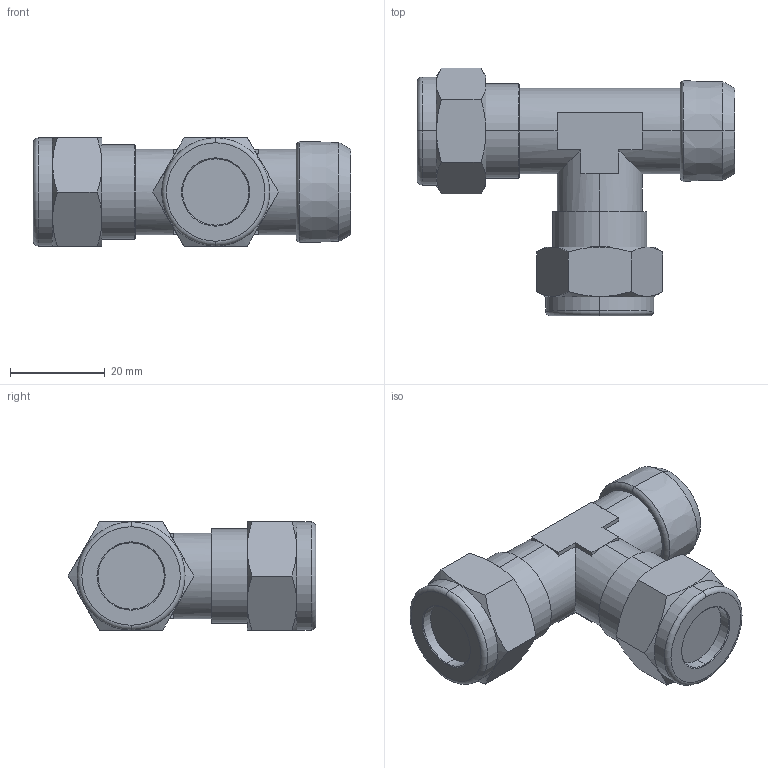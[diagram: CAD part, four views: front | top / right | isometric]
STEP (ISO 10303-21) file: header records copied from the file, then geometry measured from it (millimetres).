
FILE_DESCRIPTION (( 'STEP AP214' ), '1' );
FILE_NAME ('1023000011.step', '2013-02-25T17:12:41', ( '' ), ( '' ), 'SwSTEP 2.0', 'SolidWorks 2012', '' );
FILE_SCHEMA (( 'AUTOMOTIVE_DESIGN' ));
Length unit declared in the file: millimetre
Products named in the file (1): 1023000011
Bounding box: 67 x 52.28 x 23 mm (x, y, z)
Volume: 31299 mm3; surface area: 8148.5 mm2
Topology: 1 solids, 3 shells, 110 faces, 238 edges, 142 vertices
Faces by surface type: plane 47, cone 31, cylinder 24, torus 8
Entity records: 3200 total; most frequent: CARTESIAN_POINT 805, DIRECTION 504, ORIENTED_EDGE 476, EDGE_CURVE 238, AXIS2_PLACEMENT_3D 203, VERTEX_POINT 142, EDGE_LOOP 118, ADVANCED_FACE 110
